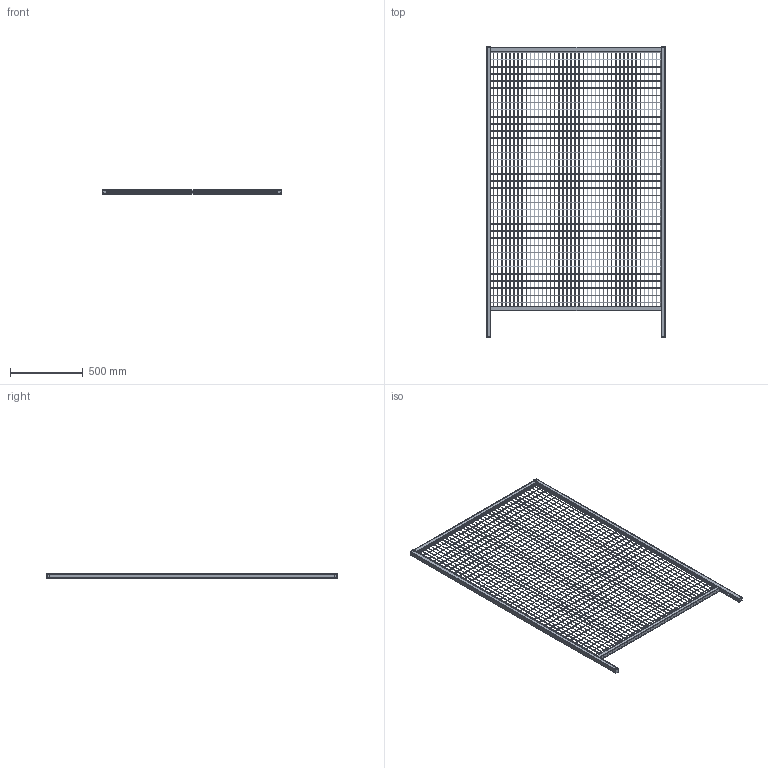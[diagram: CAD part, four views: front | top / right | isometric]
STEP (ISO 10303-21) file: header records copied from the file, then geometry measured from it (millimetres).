
FILE_DESCRIPTION (( 'STEP AP214' ), '1' );
FILE_NAME ('0010834.step', '2022-08-11T11:10:27', ( '' ), ( '' ), 'SwSTEP 2.0', 'SolidWorks 2020', '' );
FILE_SCHEMA (( 'AUTOMOTIVE_DESIGN' ));
Length unit declared in the file: millimetre
Products named in the file (1): 0010834
Bounding box: 1230 x 2000 x 30 mm (x, y, z)
Volume: 2260373.3 mm3; surface area: 2511601.3 mm2
Topology: 89 solids, 89 shells, 588 faces, 1142 edges, 740 vertices
Faces by surface type: plane 282, cylinder 274, bspline 16, torus 16
Entity records: 22588 total; most frequent: DIRECTION 2836, CARTESIAN_POINT 2759, ORIENTED_EDGE 2284, EDGE_CURVE 1142, AXIS2_PLACEMENT_3D 1137, VERTEX_POINT 740, UNCERTAINTY_MEASURE_WITH_UNIT 679, FILL_AREA_STYLE_COLOUR 678
